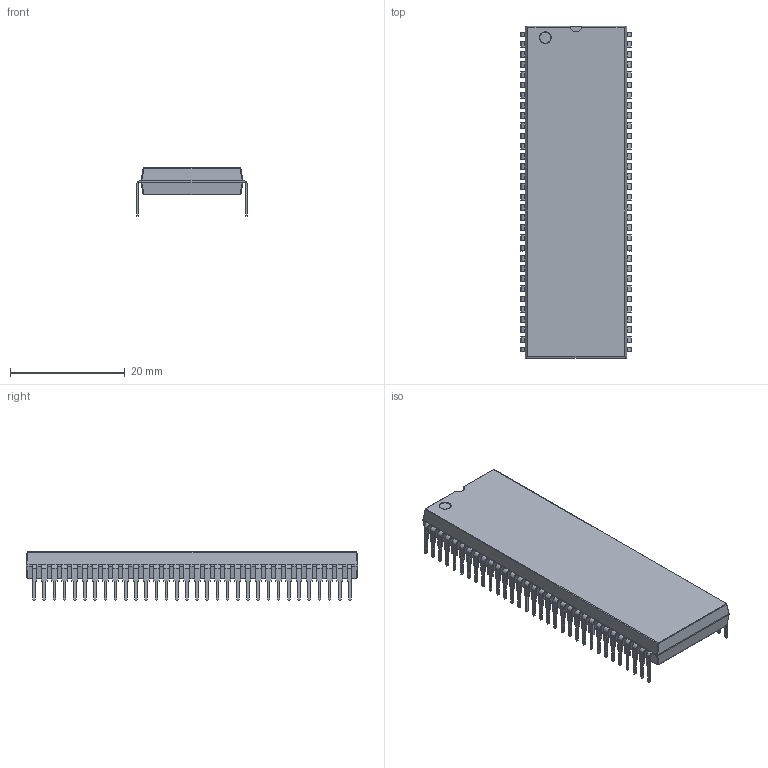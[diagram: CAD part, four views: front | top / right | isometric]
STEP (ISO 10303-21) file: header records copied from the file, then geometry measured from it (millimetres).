
FILE_DESCRIPTION (( 'STEP AP214' ), '1' );
FILE_NAME ('DIP1905W46P178L5791H508Q64P_JEDEC_MS-021AA_Shrink_DIP_64_.750.STEP', '2011-02-01T08:27:04', ( '.' ), ( '.' ), 'SwSTEP 2.0', 'SolidWorks 2010', '' );
FILE_SCHEMA (( 'AUTOMOTIVE_DESIGN' ));
Length unit declared in the file: inch
Products named in the file (1): DIP1905W46P178L5791H508Q64P_JEDEC_MS-021AA_Shrink_DIP_64_.750
Bounding box: 19.3 x 57.91 x 8.38 mm (x, y, z)
Volume: 4795.5 mm3; surface area: 3456.8 mm2
Topology: 1 solids, 1 shells, 1066 faces, 2907 edges, 1844 vertices
Faces by surface type: plane 904, cylinder 152, sphere 8, torus 2
Entity records: 34517 total; most frequent: CARTESIAN_POINT 5998, ORIENTED_EDGE 5814, DIRECTION 5311, EDGE_CURVE 2907, LINE 2597, VECTOR 2597, VERTEX_POINT 1844, AXIS2_PLACEMENT_3D 1357
